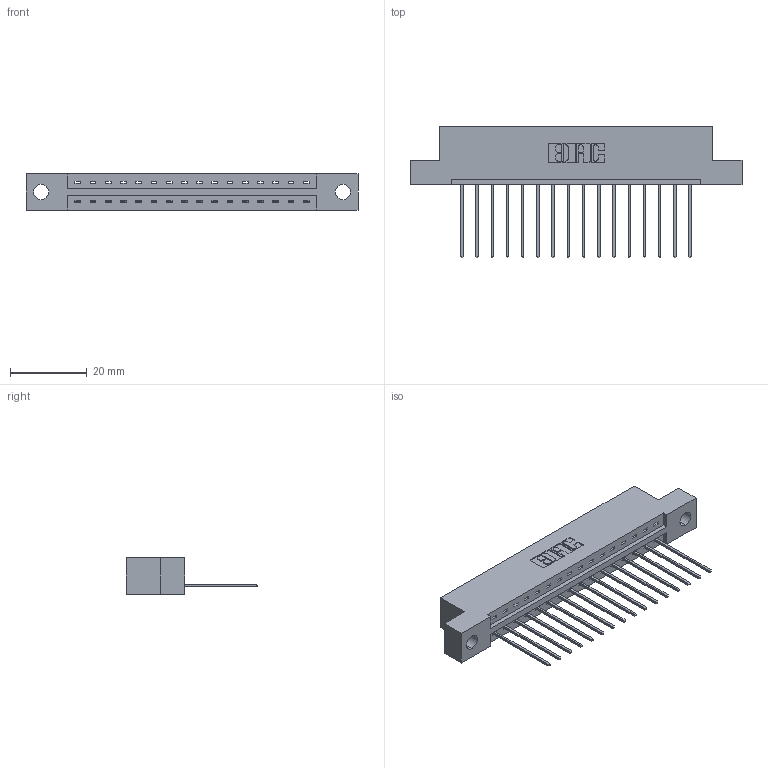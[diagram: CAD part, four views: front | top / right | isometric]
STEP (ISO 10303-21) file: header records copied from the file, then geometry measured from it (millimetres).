
FILE_DESCRIPTION (( 'STEP AP203' ), '1' );
FILE_NAME ('337-016-541-104.STEP', '2018-08-04T19:21:05', ( '' ), ( '' ), 'SwSTEP 2.0', 'SolidWorks 2016', '' );
FILE_SCHEMA (( 'CONFIG_CONTROL_DESIGN' ));
Length unit declared in the file: inch
Products named in the file (3): 337 Part_Flush Mounting Lugs - 0.156 Dia-TH; 345-292-001_345-293-141; 337-016-541-104
Assembly tree (17 placements, depth 2):
  337-016-541-104
    337 Part_Flush Mounting Lugs - 0.156 Dia-TH
    345-292-001_345-293-141  x16
Bounding box: 86.41 x 34.3 x 9.4 mm (x, y, z)
Volume: 8620.5 mm3; surface area: 8883.8 mm2
Topology: 17 solids, 17 shells, 1106 faces, 3319 edges, 2190 vertices
Faces by surface type: plane 806, cylinder 300
Entity records: 15277 total; most frequent: CARTESIAN_POINT 2666, ORIENTED_EDGE 2618, DIRECTION 2297, EDGE_CURVE 1309, LINE 1181, VECTOR 1181, VERTEX_POINT 870, AXIS2_PLACEMENT_3D 558
